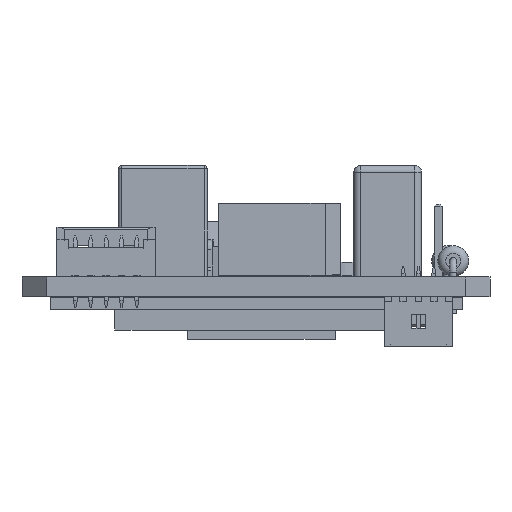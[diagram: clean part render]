
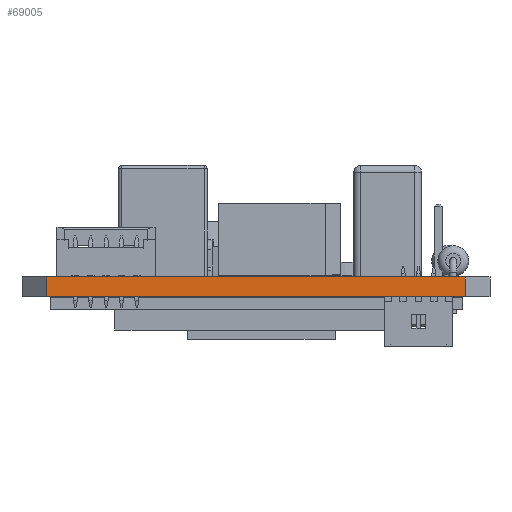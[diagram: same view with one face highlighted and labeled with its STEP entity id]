
A CAD part, front view. The second image highlights one B-rep face of the part: STEP entity #69005.
In plain terms, the highlighted planar face has unit normal (0, -1, 0).
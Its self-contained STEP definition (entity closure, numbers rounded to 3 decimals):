
#66921 = PLANE('',#66922);
#66922 = AXIS2_PLACEMENT_3D('',#66923,#66924,#66925);
#66923 = CARTESIAN_POINT('',(0.,0.,1.6));
#66924 = DIRECTION('',(-0.,-0.,-1.));
#66925 = DIRECTION('',(-1.,0.,0.));
#66975 = PLANE('',#66976);
#66976 = AXIS2_PLACEMENT_3D('',#66977,#66978,#66979);
#66977 = CARTESIAN_POINT('',(0.,0.,0.));
#66978 = DIRECTION('',(-0.,-0.,-1.));
#66979 = DIRECTION('',(-1.,0.,0.));
#67008 = PLANE('',#67009);
#67009 = AXIS2_PLACEMENT_3D('',#67010,#67011,#67012);
#67010 = CARTESIAN_POINT('',(-17.,-40.,0.));
#67011 = DIRECTION('',(-0.707,-0.707,0.));
#67012 = DIRECTION('',(-0.707,0.707,0.));
#67196 = VERTEX_POINT('',#67197);
#67197 = CARTESIAN_POINT('',(17.,-40.,0.));
#67211 = PLANE('',#67212);
#67212 = AXIS2_PLACEMENT_3D('',#67213,#67214,#67215);
#67213 = CARTESIAN_POINT('',(19.,-38.,0.));
#67214 = DIRECTION('',(0.707,-0.707,0.));
#67215 = DIRECTION('',(-0.707,-0.707,0.));
#67223 = EDGE_CURVE('',#67196,#67224,#67226,.T.);
#67224 = VERTEX_POINT('',#67225);
#67225 = CARTESIAN_POINT('',(-17.,-40.,0.));
#67226 = SURFACE_CURVE('',#67227,(#67231,#67238),.PCURVE_S1.);
#67227 = LINE('',#67228,#67229);
#67228 = CARTESIAN_POINT('',(17.,-40.,0.));
#67229 = VECTOR('',#67230,1.);
#67230 = DIRECTION('',(-1.,0.,0.));
#67231 = PCURVE('',#66975,#67232);
#67232 = DEFINITIONAL_REPRESENTATION('',(#67233),#67237);
#67233 = LINE('',#67234,#67235);
#67234 = CARTESIAN_POINT('',(-17.,-40.));
#67235 = VECTOR('',#67236,1.);
#67236 = DIRECTION('',(1.,0.));
#67237 = ( GEOMETRIC_REPRESENTATION_CONTEXT(2) 
PARAMETRIC_REPRESENTATION_CONTEXT() REPRESENTATION_CONTEXT('2D SPACE',''
  ) );
#67238 = PCURVE('',#67239,#67244);
#67239 = PLANE('',#67240);
#67240 = AXIS2_PLACEMENT_3D('',#67241,#67242,#67243);
#67241 = CARTESIAN_POINT('',(17.,-40.,0.));
#67242 = DIRECTION('',(0.,-1.,0.));
#67243 = DIRECTION('',(-1.,0.,0.));
#67244 = DEFINITIONAL_REPRESENTATION('',(#67245),#67249);
#67245 = LINE('',#67246,#67247);
#67246 = CARTESIAN_POINT('',(0.,-0.));
#67247 = VECTOR('',#67248,1.);
#67248 = DIRECTION('',(1.,0.));
#67249 = ( GEOMETRIC_REPRESENTATION_CONTEXT(2) 
PARAMETRIC_REPRESENTATION_CONTEXT() REPRESENTATION_CONTEXT('2D SPACE',''
  ) );
#68165 = VERTEX_POINT('',#68166);
#68166 = CARTESIAN_POINT('',(17.,-40.,1.6));
#68187 = EDGE_CURVE('',#68165,#68188,#68190,.T.);
#68188 = VERTEX_POINT('',#68189);
#68189 = CARTESIAN_POINT('',(-17.,-40.,1.6));
#68190 = SURFACE_CURVE('',#68191,(#68195,#68202),.PCURVE_S1.);
#68191 = LINE('',#68192,#68193);
#68192 = CARTESIAN_POINT('',(17.,-40.,1.6));
#68193 = VECTOR('',#68194,1.);
#68194 = DIRECTION('',(-1.,0.,0.));
#68195 = PCURVE('',#66921,#68196);
#68196 = DEFINITIONAL_REPRESENTATION('',(#68197),#68201);
#68197 = LINE('',#68198,#68199);
#68198 = CARTESIAN_POINT('',(-17.,-40.));
#68199 = VECTOR('',#68200,1.);
#68200 = DIRECTION('',(1.,0.));
#68201 = ( GEOMETRIC_REPRESENTATION_CONTEXT(2) 
PARAMETRIC_REPRESENTATION_CONTEXT() REPRESENTATION_CONTEXT('2D SPACE',''
  ) );
#68202 = PCURVE('',#67239,#68203);
#68203 = DEFINITIONAL_REPRESENTATION('',(#68204),#68208);
#68204 = LINE('',#68205,#68206);
#68205 = CARTESIAN_POINT('',(0.,-1.6));
#68206 = VECTOR('',#68207,1.);
#68207 = DIRECTION('',(1.,0.));
#68208 = ( GEOMETRIC_REPRESENTATION_CONTEXT(2) 
PARAMETRIC_REPRESENTATION_CONTEXT() REPRESENTATION_CONTEXT('2D SPACE',''
  ) );
#68955 = EDGE_CURVE('',#67224,#68188,#68956,.T.);
#68956 = SURFACE_CURVE('',#68957,(#68961,#68968),.PCURVE_S1.);
#68957 = LINE('',#68958,#68959);
#68958 = CARTESIAN_POINT('',(-17.,-40.,0.));
#68959 = VECTOR('',#68960,1.);
#68960 = DIRECTION('',(0.,0.,1.));
#68961 = PCURVE('',#67008,#68962);
#68962 = DEFINITIONAL_REPRESENTATION('',(#68963),#68967);
#68963 = LINE('',#68964,#68965);
#68964 = CARTESIAN_POINT('',(0.,0.));
#68965 = VECTOR('',#68966,1.);
#68966 = DIRECTION('',(0.,-1.));
#68967 = ( GEOMETRIC_REPRESENTATION_CONTEXT(2) 
PARAMETRIC_REPRESENTATION_CONTEXT() REPRESENTATION_CONTEXT('2D SPACE',''
  ) );
#68968 = PCURVE('',#67239,#68969);
#68969 = DEFINITIONAL_REPRESENTATION('',(#68970),#68974);
#68970 = LINE('',#68971,#68972);
#68971 = CARTESIAN_POINT('',(34.,0.));
#68972 = VECTOR('',#68973,1.);
#68973 = DIRECTION('',(0.,-1.));
#68974 = ( GEOMETRIC_REPRESENTATION_CONTEXT(2) 
PARAMETRIC_REPRESENTATION_CONTEXT() REPRESENTATION_CONTEXT('2D SPACE',''
  ) );
#69005 = ADVANCED_FACE('',(#69006),#67239,.T.);
#69006 = FACE_BOUND('',#69007,.T.);
#69007 = EDGE_LOOP('',(#69008,#69029,#69030,#69031));
#69008 = ORIENTED_EDGE('',*,*,#69009,.T.);
#69009 = EDGE_CURVE('',#67196,#68165,#69010,.T.);
#69010 = SURFACE_CURVE('',#69011,(#69015,#69022),.PCURVE_S1.);
#69011 = LINE('',#69012,#69013);
#69012 = CARTESIAN_POINT('',(17.,-40.,0.));
#69013 = VECTOR('',#69014,1.);
#69014 = DIRECTION('',(0.,0.,1.));
#69015 = PCURVE('',#67239,#69016);
#69016 = DEFINITIONAL_REPRESENTATION('',(#69017),#69021);
#69017 = LINE('',#69018,#69019);
#69018 = CARTESIAN_POINT('',(0.,-0.));
#69019 = VECTOR('',#69020,1.);
#69020 = DIRECTION('',(0.,-1.));
#69021 = ( GEOMETRIC_REPRESENTATION_CONTEXT(2) 
PARAMETRIC_REPRESENTATION_CONTEXT() REPRESENTATION_CONTEXT('2D SPACE',''
  ) );
#69022 = PCURVE('',#67211,#69023);
#69023 = DEFINITIONAL_REPRESENTATION('',(#69024),#69028);
#69024 = LINE('',#69025,#69026);
#69025 = CARTESIAN_POINT('',(2.828,0.));
#69026 = VECTOR('',#69027,1.);
#69027 = DIRECTION('',(0.,-1.));
#69028 = ( GEOMETRIC_REPRESENTATION_CONTEXT(2) 
PARAMETRIC_REPRESENTATION_CONTEXT() REPRESENTATION_CONTEXT('2D SPACE',''
  ) );
#69029 = ORIENTED_EDGE('',*,*,#68187,.T.);
#69030 = ORIENTED_EDGE('',*,*,#68955,.F.);
#69031 = ORIENTED_EDGE('',*,*,#67223,.F.);
